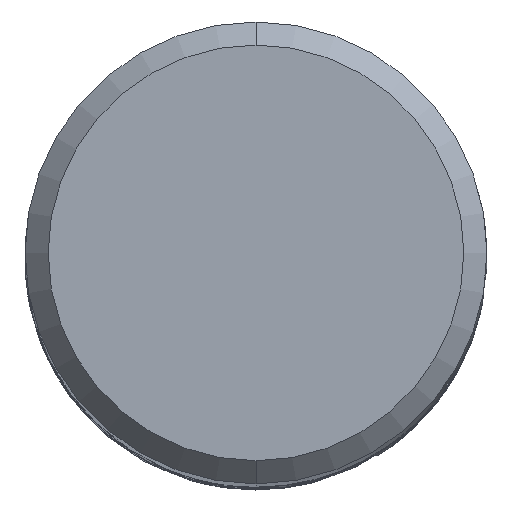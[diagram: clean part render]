
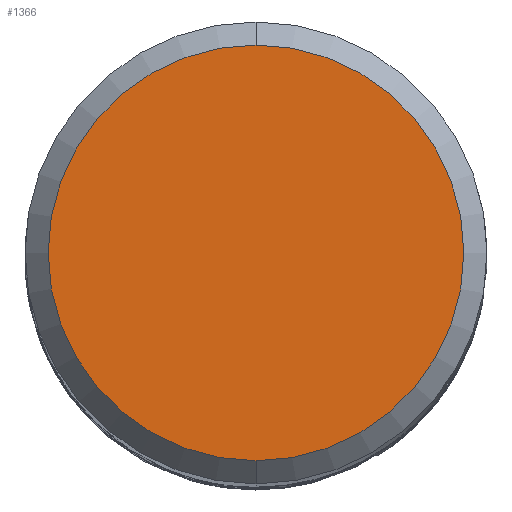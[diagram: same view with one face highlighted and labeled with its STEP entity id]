
A CAD part, top view. The second image highlights one B-rep face of the part: STEP entity #1366.
In plain terms, the highlighted planar face has unit normal (0, 0, 1).
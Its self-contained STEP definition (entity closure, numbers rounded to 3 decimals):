
#698=VERTEX_POINT('',#1629);
#814=EDGE_CURVE('',#1244,#698,#1752,.T.);
#1198=EDGE_CURVE('',#698,#1244,#2174,.T.);
#1244=VERTEX_POINT('',#2224);
#1366=ADVANCED_FACE('',(#2362),#2363,.T.);
#1629=CARTESIAN_POINT('',(0.0,5.4,0.0));
#1752=CIRCLE('',#6787,5.4);
#2174=CIRCLE('',#11559,5.4);
#2224=CARTESIAN_POINT('',(0.,-5.4,0.0));
#2362=FACE_OUTER_BOUND('',#12540,.T.);
#2363=PLANE('',#12541);
#6787=AXIS2_PLACEMENT_3D('',#13178,#13179,#13180);
#11559=AXIS2_PLACEMENT_3D('',#13623,#13624,#13625);
#12540=EDGE_LOOP('',(#13879,#13880));
#12541=AXIS2_PLACEMENT_3D('',#13881,#13882,#13883);
#13178=CARTESIAN_POINT('',(0.0,0.0,0.0));
#13179=DIRECTION('',(0.0,0.0,-1.0));
#13180=DIRECTION('',(0.0,1.0,0.0));
#13623=CARTESIAN_POINT('',(0.0,0.0,0.0));
#13624=DIRECTION('',(0.0,0.0,-1.0));
#13625=DIRECTION('',(0.0,1.0,0.0));
#13879=ORIENTED_EDGE('',*,*,#1198,.F.);
#13880=ORIENTED_EDGE('',*,*,#814,.F.);
#13881=CARTESIAN_POINT('',(0.0,2.7,0.0));
#13882=DIRECTION('',(-0.0,0.0,1.0));
#13883=DIRECTION('',(0.0,-1.0,0.0));
